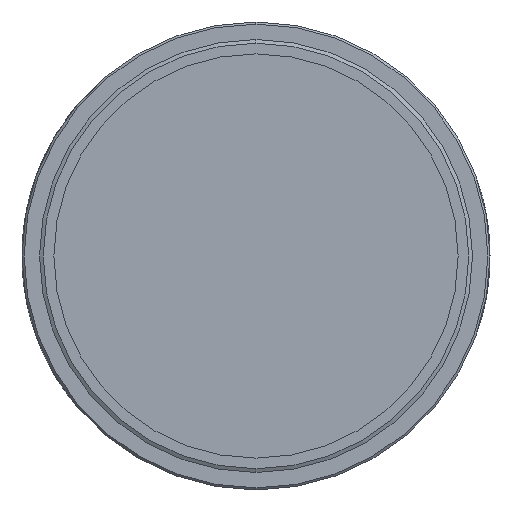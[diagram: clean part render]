
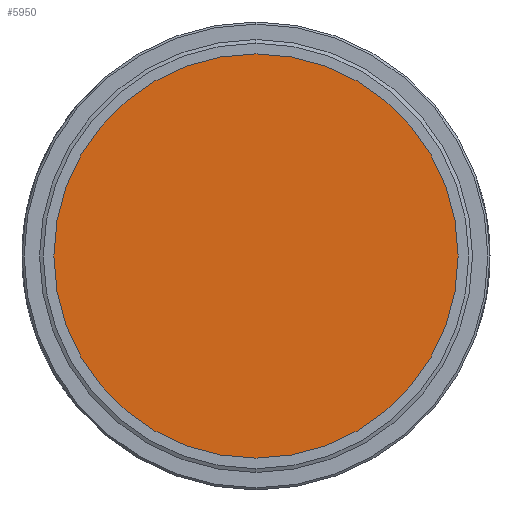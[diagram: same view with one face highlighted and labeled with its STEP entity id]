
A CAD part, left-side view. The second image highlights one B-rep face of the part: STEP entity #5950.
In plain terms, the highlighted planar face has unit normal (-1, 0, 0).
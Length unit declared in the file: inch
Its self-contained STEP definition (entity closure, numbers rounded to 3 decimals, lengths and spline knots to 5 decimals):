
#257 = EDGE_LOOP ( 'NONE', ( #5232, #3508 ) ) ;
#785 = CIRCLE ( 'NONE', #7204, 1. ) ;
#928 = PLANE ( 'NONE',  #6624 ) ;
#1718 = VERTEX_POINT ( 'NONE', #3327 ) ;
#1923 = VERTEX_POINT ( 'NONE', #4279 ) ;
#3311 = CARTESIAN_POINT ( 'NONE',  ( -0.325, 0., 0. ) ) ;
#3327 = CARTESIAN_POINT ( 'NONE',  ( -0.325, 0., -1. ) ) ;
#3508 = ORIENTED_EDGE ( 'NONE', *, *, #9101, .F. ) ;
#3595 = DIRECTION ( 'NONE',  ( 1., 0., 0. ) ) ;
#3913 = DIRECTION ( 'NONE',  ( 0., 0., -1. ) ) ;
#4004 = CIRCLE ( 'NONE', #9472, 1. ) ;
#4071 = DIRECTION ( 'NONE',  ( 0., 0., -1. ) ) ;
#4086 = FACE_OUTER_BOUND ( 'NONE', #257, .T. ) ;
#4279 = CARTESIAN_POINT ( 'NONE',  ( -0.325, 0., 1. ) ) ;
#5036 = EDGE_CURVE ( 'NONE', #1718, #1923, #4004, .T. ) ;
#5232 = ORIENTED_EDGE ( 'NONE', *, *, #5036, .F. ) ;
#5950 = ADVANCED_FACE ( 'NONE', ( #4086 ), #928, .F. ) ;
#6624 = AXIS2_PLACEMENT_3D ( 'NONE', #7614, #8350, #3913 ) ;
#7204 = AXIS2_PLACEMENT_3D ( 'NONE', #8040, #3595, #8783 ) ;
#7614 = CARTESIAN_POINT ( 'NONE',  ( -0.325, 0., 0. ) ) ;
#8040 = CARTESIAN_POINT ( 'NONE',  ( -0.325, 0., 0. ) ) ;
#8350 = DIRECTION ( 'NONE',  ( 1., 0., 0. ) ) ;
#8507 = DIRECTION ( 'NONE',  ( 1., 0., 0. ) ) ;
#8783 = DIRECTION ( 'NONE',  ( 0., 0., -1. ) ) ;
#9101 = EDGE_CURVE ( 'NONE', #1923, #1718, #785, .T. ) ;
#9472 = AXIS2_PLACEMENT_3D ( 'NONE', #3311, #8507, #4071 ) ;
